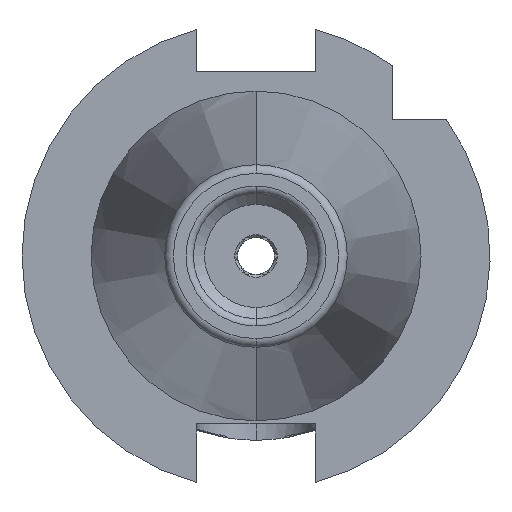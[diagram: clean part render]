
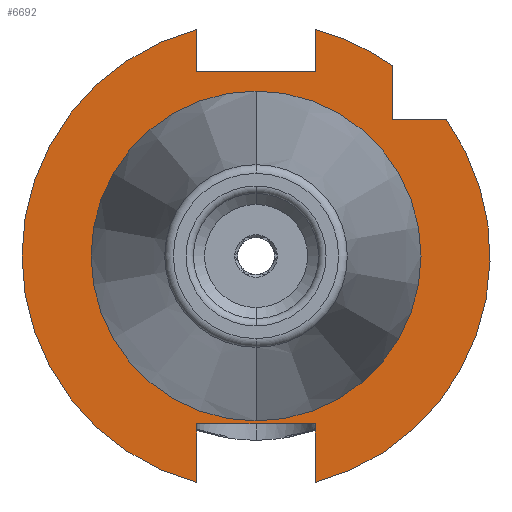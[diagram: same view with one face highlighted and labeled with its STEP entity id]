
A CAD part, left-side view. The second image highlights one B-rep face of the part: STEP entity #6692.
In plain terms, the highlighted planar face has unit normal (-1, 0, 0).
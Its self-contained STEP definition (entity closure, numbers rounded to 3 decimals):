
#11 = LINE ( 'NONE', #11309, #11350 ) ;
#120 = EDGE_CURVE ( 'NONE', #8971, #10502, #2101, .T. ) ;
#167 = CARTESIAN_POINT ( 'NONE',  ( 3.2, 0., 0. ) ) ;
#221 = CARTESIAN_POINT ( 'NONE',  ( 3.2, -8.05, -30.738 ) ) ;
#256 = CARTESIAN_POINT ( 'NONE',  ( 3.2, -18.5, 18.5 ) ) ;
#320 = DIRECTION ( 'NONE',  ( 0., 0., 1. ) ) ;
#399 = CARTESIAN_POINT ( 'NONE',  ( 3.2, 0., 0. ) ) ;
#431 = DIRECTION ( 'NONE',  ( 0., 0., 1. ) ) ;
#523 = DIRECTION ( 'NONE',  ( 0., 0., -1. ) ) ;
#572 = FACE_BOUND ( 'NONE', #4630, .T. ) ;
#1055 = DIRECTION ( 'NONE',  ( 0., 0., -1. ) ) ;
#1218 = LINE ( 'NONE', #1369, #3315 ) ;
#1280 = DIRECTION ( 'NONE',  ( 0., 0., 1. ) ) ;
#1308 = VERTEX_POINT ( 'NONE', #256 ) ;
#1322 = EDGE_CURVE ( 'NONE', #11114, #4482, #2808, .T. ) ;
#1369 = CARTESIAN_POINT ( 'NONE',  ( 3.2, -8.05, -22.8 ) ) ;
#1405 = VECTOR ( 'NONE', #10318, 1000. ) ;
#1458 = VECTOR ( 'NONE', #2592, 1000. ) ;
#1673 = LINE ( 'NONE', #3791, #4017 ) ;
#2101 = LINE ( 'NONE', #2172, #9672 ) ;
#2172 = CARTESIAN_POINT ( 'NONE',  ( 3.2, -8.05, 30.738 ) ) ;
#2240 = VERTEX_POINT ( 'NONE', #9203 ) ;
#2252 = EDGE_CURVE ( 'NONE', #8755, #8971, #7531, .T. ) ;
#2281 = VERTEX_POINT ( 'NONE', #3106 ) ;
#2290 = EDGE_CURVE ( 'NONE', #5458, #2281, #1218, .T. ) ;
#2368 = CARTESIAN_POINT ( 'NONE',  ( 3.2, 8.05, 30.738 ) ) ;
#2592 = DIRECTION ( 'NONE',  ( 0., 0., 1. ) ) ;
#2808 = CIRCLE ( 'NONE', #6854, 31.775 ) ;
#3071 = CIRCLE ( 'NONE', #5183, 31.775 ) ;
#3106 = CARTESIAN_POINT ( 'NONE',  ( 3.2, 8.05, -22.8 ) ) ;
#3122 = ORIENTED_EDGE ( 'NONE', *, *, #10432, .T. ) ;
#3312 = ORIENTED_EDGE ( 'NONE', *, *, #2290, .F. ) ;
#3315 = VECTOR ( 'NONE', #7280, 1000. ) ;
#3469 = CIRCLE ( 'NONE', #11048, 21.9 ) ;
#3546 = VERTEX_POINT ( 'NONE', #3710 ) ;
#3577 = ORIENTED_EDGE ( 'NONE', *, *, #7818, .T. ) ;
#3710 = CARTESIAN_POINT ( 'NONE',  ( 3.2, 0., 21.9 ) ) ;
#3791 = CARTESIAN_POINT ( 'NONE',  ( 3.2, -18.5, 25.834 ) ) ;
#3867 = CARTESIAN_POINT ( 'NONE',  ( 3.2, -18.5, 18.5 ) ) ;
#4017 = VECTOR ( 'NONE', #9030, 1000. ) ;
#4281 = CARTESIAN_POINT ( 'NONE',  ( 3.2, 0., 0. ) ) ;
#4298 = DIRECTION ( 'NONE',  ( 0., 0., -1. ) ) ;
#4482 = VERTEX_POINT ( 'NONE', #6841 ) ;
#4504 = PLANE ( 'NONE',  #11018 ) ;
#4630 = EDGE_LOOP ( 'NONE', ( #3122, #6475 ) ) ;
#4710 = CARTESIAN_POINT ( 'NONE',  ( 3.2, -8.05, 25. ) ) ;
#4734 = ORIENTED_EDGE ( 'NONE', *, *, #1322, .T. ) ;
#5160 = DIRECTION ( 'NONE',  ( 0., 0., -1. ) ) ;
#5162 = ORIENTED_EDGE ( 'NONE', *, *, #11199, .F. ) ;
#5183 = AXIS2_PLACEMENT_3D ( 'NONE', #399, #6535, #1280 ) ;
#5230 = VECTOR ( 'NONE', #10823, 1000. ) ;
#5313 = EDGE_CURVE ( 'NONE', #10763, #5458, #7915, .T. ) ;
#5336 = CARTESIAN_POINT ( 'NONE',  ( 3.2, -8.05, -22.8 ) ) ;
#5458 = VERTEX_POINT ( 'NONE', #5336 ) ;
#5460 = DIRECTION ( 'NONE',  ( 0., 0., 1. ) ) ;
#5568 = DIRECTION ( 'NONE',  ( -1., 0., 0. ) ) ;
#5596 = DIRECTION ( 'NONE',  ( -1., 0., 0. ) ) ;
#5642 = EDGE_CURVE ( 'NONE', #10763, #2240, #3071, .T. ) ;
#5776 = DIRECTION ( 'NONE',  ( 1., 0., 0. ) ) ;
#5855 = EDGE_CURVE ( 'NONE', #2281, #4482, #11, .T. ) ;
#6054 = FACE_OUTER_BOUND ( 'NONE', #6250, .T. ) ;
#6185 = CARTESIAN_POINT ( 'NONE',  ( 3.2, 8.05, 25. ) ) ;
#6250 = EDGE_LOOP ( 'NONE', ( #10659, #5162, #9475, #3577, #7447, #6514, #9245, #4734, #10055, #3312, #6503 ) ) ;
#6308 = DIRECTION ( 'NONE',  ( 1., 0., 0. ) ) ;
#6440 = CIRCLE ( 'NONE', #7233, 31.775 ) ;
#6475 = ORIENTED_EDGE ( 'NONE', *, *, #7922, .T. ) ;
#6503 = ORIENTED_EDGE ( 'NONE', *, *, #5313, .F. ) ;
#6514 = ORIENTED_EDGE ( 'NONE', *, *, #2252, .F. ) ;
#6535 = DIRECTION ( 'NONE',  ( -1., 0., 0. ) ) ;
#6692 = ADVANCED_FACE ( 'NONE', ( #6054, #572 ), #4504, .F. ) ;
#6841 = CARTESIAN_POINT ( 'NONE',  ( 3.2, 8.05, -30.738 ) ) ;
#6854 = AXIS2_PLACEMENT_3D ( 'NONE', #8479, #5568, #5460 ) ;
#6968 = EDGE_CURVE ( 'NONE', #11114, #8755, #8408, .T. ) ;
#7233 = AXIS2_PLACEMENT_3D ( 'NONE', #10891, #5596, #320 ) ;
#7280 = DIRECTION ( 'NONE',  ( 0., 1., 0. ) ) ;
#7373 = LINE ( 'NONE', #3867, #9443 ) ;
#7447 = ORIENTED_EDGE ( 'NONE', *, *, #120, .F. ) ;
#7531 = LINE ( 'NONE', #9100, #5230 ) ;
#7818 = EDGE_CURVE ( 'NONE', #11431, #10502, #6440, .T. ) ;
#7915 = LINE ( 'NONE', #8711, #1458 ) ;
#7922 = EDGE_CURVE ( 'NONE', #10880, #3546, #9047, .T. ) ;
#8408 = LINE ( 'NONE', #2368, #1405 ) ;
#8479 = CARTESIAN_POINT ( 'NONE',  ( 3.2, 0., 0. ) ) ;
#8711 = CARTESIAN_POINT ( 'NONE',  ( 3.2, -8.05, -30.738 ) ) ;
#8755 = VERTEX_POINT ( 'NONE', #6185 ) ;
#8896 = AXIS2_PLACEMENT_3D ( 'NONE', #11086, #5776, #523 ) ;
#8971 = VERTEX_POINT ( 'NONE', #4710 ) ;
#9030 = DIRECTION ( 'NONE',  ( 0., 0., -1. ) ) ;
#9047 = CIRCLE ( 'NONE', #8896, 21.9 ) ;
#9100 = CARTESIAN_POINT ( 'NONE',  ( 3.2, -8.05, 25. ) ) ;
#9203 = CARTESIAN_POINT ( 'NONE',  ( 3.2, -25.834, 18.5 ) ) ;
#9245 = ORIENTED_EDGE ( 'NONE', *, *, #6968, .F. ) ;
#9443 = VECTOR ( 'NONE', #10907, 1000. ) ;
#9475 = ORIENTED_EDGE ( 'NONE', *, *, #10230, .F. ) ;
#9643 = CARTESIAN_POINT ( 'NONE',  ( 3.2, -8.05, 30.738 ) ) ;
#9672 = VECTOR ( 'NONE', #431, 1000. ) ;
#9843 = CARTESIAN_POINT ( 'NONE',  ( 3.2, 8.05, 30.738 ) ) ;
#10055 = ORIENTED_EDGE ( 'NONE', *, *, #5855, .F. ) ;
#10059 = CARTESIAN_POINT ( 'NONE',  ( 3.2, 0., -21.9 ) ) ;
#10230 = EDGE_CURVE ( 'NONE', #11431, #1308, #1673, .T. ) ;
#10318 = DIRECTION ( 'NONE',  ( 0., 0., -1. ) ) ;
#10430 = DIRECTION ( 'NONE',  ( 1., 0., 0. ) ) ;
#10432 = EDGE_CURVE ( 'NONE', #3546, #10880, #3469, .T. ) ;
#10502 = VERTEX_POINT ( 'NONE', #9643 ) ;
#10546 = CARTESIAN_POINT ( 'NONE',  ( 3.2, -18.5, 25.834 ) ) ;
#10659 = ORIENTED_EDGE ( 'NONE', *, *, #5642, .T. ) ;
#10763 = VERTEX_POINT ( 'NONE', #221 ) ;
#10823 = DIRECTION ( 'NONE',  ( 0., -1., 0. ) ) ;
#10880 = VERTEX_POINT ( 'NONE', #10059 ) ;
#10891 = CARTESIAN_POINT ( 'NONE',  ( 3.2, 0., 0. ) ) ;
#10907 = DIRECTION ( 'NONE',  ( 0., -1., 0. ) ) ;
#11018 = AXIS2_PLACEMENT_3D ( 'NONE', #167, #6308, #1055 ) ;
#11048 = AXIS2_PLACEMENT_3D ( 'NONE', #4281, #10430, #5160 ) ;
#11086 = CARTESIAN_POINT ( 'NONE',  ( 3.2, 0., 0. ) ) ;
#11114 = VERTEX_POINT ( 'NONE', #9843 ) ;
#11199 = EDGE_CURVE ( 'NONE', #1308, #2240, #7373, .T. ) ;
#11309 = CARTESIAN_POINT ( 'NONE',  ( 3.2, 8.05, -30.738 ) ) ;
#11350 = VECTOR ( 'NONE', #4298, 1000. ) ;
#11431 = VERTEX_POINT ( 'NONE', #10546 ) ;
